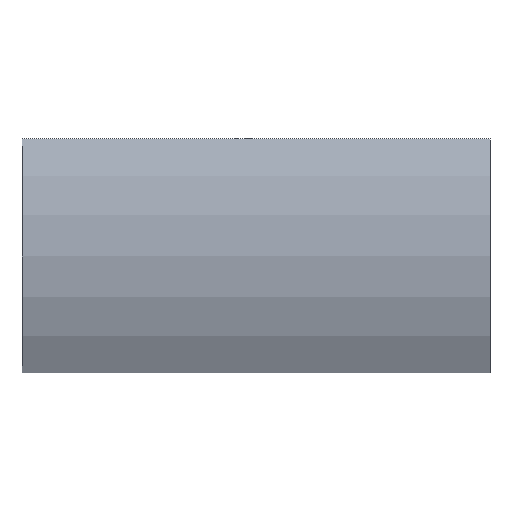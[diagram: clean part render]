
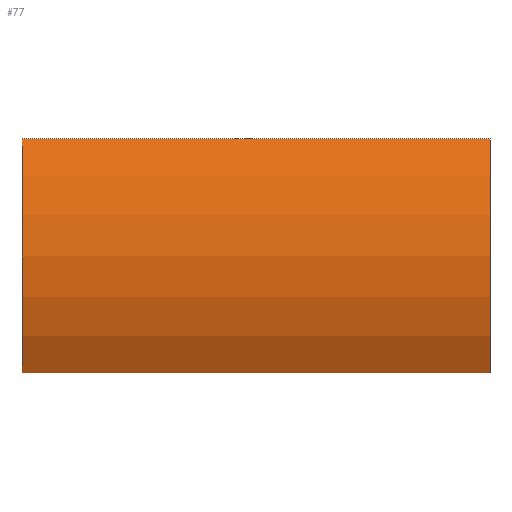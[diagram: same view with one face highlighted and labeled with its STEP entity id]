
A CAD part, left-side view. The second image highlights one B-rep face of the part: STEP entity #77.
In plain terms, the highlighted cylindrical face has radius 20.68 mm (diameter 41.36 mm), a partial arc.
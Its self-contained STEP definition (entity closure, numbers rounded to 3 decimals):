
#1 = EDGE_CURVE ( 'NONE', #94, #80, #67, .T. ) ;
#12 = AXIS2_PLACEMENT_3D ( 'NONE', #81, #200, #201 ) ;
#19 = EDGE_CURVE ( 'NONE', #135, #101, #193, .T. ) ;
#21 = FACE_OUTER_BOUND ( 'NONE', #204, .T. ) ;
#32 = CARTESIAN_POINT ( 'NONE',  ( -13.746, 40., 10. ) ) ;
#34 = ORIENTED_EDGE ( 'NONE', *, *, #19, .T. ) ;
#35 = DIRECTION ( 'NONE',  ( 0., 0., 1. ) ) ;
#43 = AXIS2_PLACEMENT_3D ( 'NONE', #102, #75, #35 ) ;
#48 = EDGE_CURVE ( 'NONE', #80, #101, #69, .T. ) ;
#58 = CARTESIAN_POINT ( 'NONE',  ( -13.746, 40., 10. ) ) ;
#67 = CIRCLE ( 'NONE', #43, 20.68 ) ;
#69 = LINE ( 'NONE', #32, #202 ) ;
#73 = CARTESIAN_POINT ( 'NONE',  ( -13.746, 0., -10. ) ) ;
#75 = DIRECTION ( 'NONE',  ( 0., 1., 0. ) ) ;
#77 = ADVANCED_FACE ( 'NONE', ( #21 ), #140, .T. ) ;
#80 = VERTEX_POINT ( 'NONE', #58 ) ;
#81 = CARTESIAN_POINT ( 'NONE',  ( 4.355, 0., 0. ) ) ;
#87 = VECTOR ( 'NONE', #176, 1000. ) ;
#90 = ORIENTED_EDGE ( 'NONE', *, *, #48, .F. ) ;
#94 = VERTEX_POINT ( 'NONE', #114 ) ;
#96 = CARTESIAN_POINT ( 'NONE',  ( 4.355, 40., 0. ) ) ;
#101 = VERTEX_POINT ( 'NONE', #173 ) ;
#102 = CARTESIAN_POINT ( 'NONE',  ( 4.355, 40., 0. ) ) ;
#111 = ORIENTED_EDGE ( 'NONE', *, *, #1, .F. ) ;
#114 = CARTESIAN_POINT ( 'NONE',  ( -13.746, 40., -10. ) ) ;
#120 = DIRECTION ( 'NONE',  ( 0., 0., -1. ) ) ;
#121 = ORIENTED_EDGE ( 'NONE', *, *, #159, .T. ) ;
#132 = DIRECTION ( 'NONE',  ( 0., -1., 0. ) ) ;
#135 = VERTEX_POINT ( 'NONE', #73 ) ;
#137 = CARTESIAN_POINT ( 'NONE',  ( -13.746, 40., -10. ) ) ;
#140 = CYLINDRICAL_SURFACE ( 'NONE', #160, 20.68 ) ;
#157 = LINE ( 'NONE', #137, #87 ) ;
#159 = EDGE_CURVE ( 'NONE', #94, #135, #157, .T. ) ;
#160 = AXIS2_PLACEMENT_3D ( 'NONE', #96, #175, #120 ) ;
#173 = CARTESIAN_POINT ( 'NONE',  ( -13.746, 0., 10. ) ) ;
#175 = DIRECTION ( 'NONE',  ( 0., -1., 0. ) ) ;
#176 = DIRECTION ( 'NONE',  ( 0., -1., 0. ) ) ;
#193 = CIRCLE ( 'NONE', #12, 20.68 ) ;
#200 = DIRECTION ( 'NONE',  ( 0., 1., 0. ) ) ;
#201 = DIRECTION ( 'NONE',  ( 0., 0., 1. ) ) ;
#202 = VECTOR ( 'NONE', #132, 1000. ) ;
#204 = EDGE_LOOP ( 'NONE', ( #34, #90, #111, #121 ) ) ;
